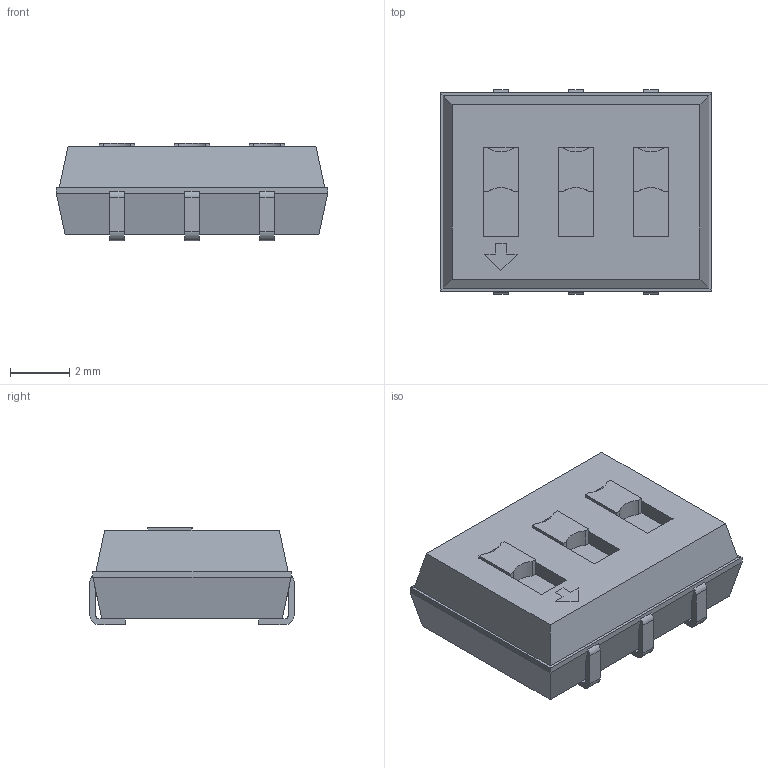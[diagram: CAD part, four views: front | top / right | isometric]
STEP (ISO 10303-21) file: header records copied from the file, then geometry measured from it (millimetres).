
FILE_DESCRIPTION(/* description */ ('model of SW_DIP_SPSTx03_Slide_6.7x9.18mm_W6.73mm_P2.54mm_LowProfile_JPin'),/* implementation_level */ '2;1');
FILE_NAME(/* name */ 'SW_DIP_SPSTx03_Slide_6.7x9.18mm_W6.73mm_P2.54mm_LowProfile_JPin.step',/* time_stamp */ '2018-12-27T15:13:44',/* author */ ('Terje Io','https://github.com/terjeio'),/* organization */ ('FreeCAD'),/* preprocessor_version */ 'OCC',/* originating_system */ 'kicad StepUp',/* authorisation */ '');
FILE_SCHEMA(('AUTOMOTIVE_DESIGN { 1 0 10303 214 1 1 1 1 }'));
Length unit declared in the file: millimetre
Products named in the file (1): SW_DIP_SPSTx03_Slide_67x918mm_W673mm_P254mm_LowProfile_JPin
Bounding box: 9.18 x 6.9 x 3.3 mm (x, y, z)
Volume: 166.3 mm3; surface area: 224.3 mm2
Topology: 1 solids, 1 shells, 124 faces, 361 edges, 231 vertices
Faces by surface type: plane 88, cylinder 24, bspline 12
Entity records: 2691 total; most frequent: ORIENTED_EDGE 549, CARTESIAN_POINT 392, EDGE_CURVE 361, VERTEX_POINT 231, LINE 216, AXIS2_PLACEMENT_3D 146, FACE_BOUND 128, EDGE_LOOP 128
